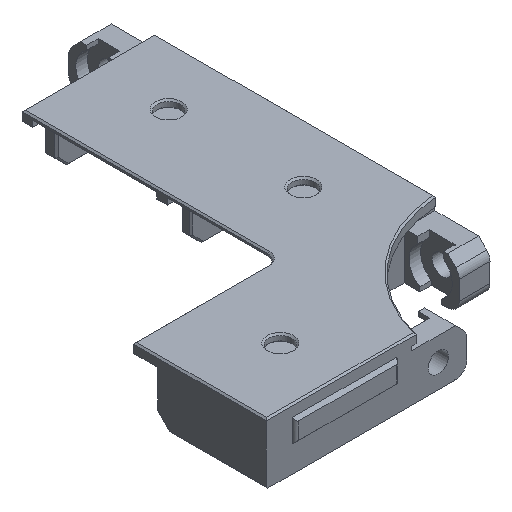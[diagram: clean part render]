
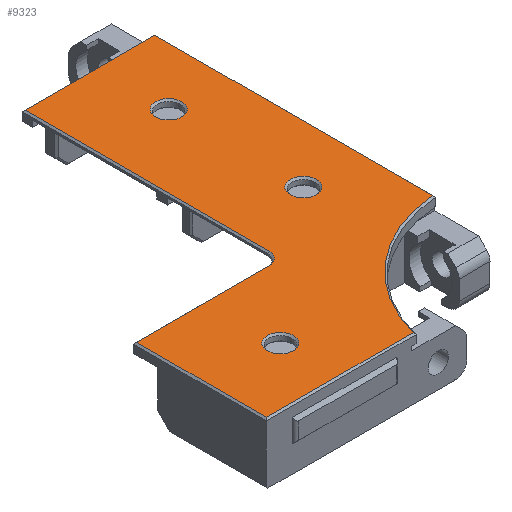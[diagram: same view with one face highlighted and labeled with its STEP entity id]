
A CAD part, isometric view. The second image highlights one B-rep face of the part: STEP entity #9323.
In plain terms, the highlighted planar face has unit normal (0, 0, 1).
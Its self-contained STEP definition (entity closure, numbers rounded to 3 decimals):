
#26=FACE_BOUND('',#1423,.T.);
#27=FACE_BOUND('',#1424,.T.);
#28=FACE_BOUND('',#1425,.T.);
#507=PLANE('',#10001);
#950=FACE_OUTER_BOUND('',#1422,.T.);
#1422=EDGE_LOOP('',(#7786,#7787,#7788,#7789,#7790,#7791,#7792,#7793));
#1423=EDGE_LOOP('',(#7794));
#1424=EDGE_LOOP('',(#7795));
#1425=EDGE_LOOP('',(#7796));
#1879=CIRCLE('',#9978,3.4);
#1889=CIRCLE('',#10000,3.4);
#1890=CIRCLE('',#10002,37.9);
#1891=CIRCLE('',#10003,3.4);
#1892=CIRCLE('',#10004,3.4);
#2511=LINE('',#14668,#3577);
#2512=LINE('',#14670,#3578);
#2513=LINE('',#14672,#3579);
#2514=LINE('',#14674,#3580);
#2515=LINE('',#14678,#3581);
#2516=LINE('',#14679,#3582);
#3577=VECTOR('',#11746,10.);
#3578=VECTOR('',#11747,10.);
#3579=VECTOR('',#11748,10.);
#3580=VECTOR('',#11749,10.);
#3581=VECTOR('',#11752,10.);
#3582=VECTOR('',#11753,10.);
#4584=VERTEX_POINT('',#14567);
#4585=VERTEX_POINT('',#14569);
#4619=VERTEX_POINT('',#14663);
#4620=VERTEX_POINT('',#14667);
#4621=VERTEX_POINT('',#14669);
#4622=VERTEX_POINT('',#14671);
#4623=VERTEX_POINT('',#14673);
#4624=VERTEX_POINT('',#14675);
#4625=VERTEX_POINT('',#14677);
#4626=VERTEX_POINT('',#14680);
#4627=VERTEX_POINT('',#14682);
#5698=EDGE_CURVE('',#4584,#4585,#1879,.T.);
#5746=EDGE_CURVE('',#4619,#4619,#1889,.T.);
#5748=EDGE_CURVE('',#4585,#4620,#2511,.T.);
#5749=EDGE_CURVE('',#4621,#4584,#2512,.T.);
#5750=EDGE_CURVE('',#4622,#4621,#2513,.T.);
#5751=EDGE_CURVE('',#4623,#4622,#2514,.T.);
#5752=EDGE_CURVE('',#4624,#4623,#1890,.T.);
#5753=EDGE_CURVE('',#4625,#4624,#2515,.T.);
#5754=EDGE_CURVE('',#4620,#4625,#2516,.T.);
#5755=EDGE_CURVE('',#4626,#4626,#1891,.T.);
#5756=EDGE_CURVE('',#4627,#4627,#1892,.T.);
#7786=ORIENTED_EDGE('',*,*,#5748,.F.);
#7787=ORIENTED_EDGE('',*,*,#5698,.F.);
#7788=ORIENTED_EDGE('',*,*,#5749,.F.);
#7789=ORIENTED_EDGE('',*,*,#5750,.F.);
#7790=ORIENTED_EDGE('',*,*,#5751,.F.);
#7791=ORIENTED_EDGE('',*,*,#5752,.F.);
#7792=ORIENTED_EDGE('',*,*,#5753,.F.);
#7793=ORIENTED_EDGE('',*,*,#5754,.F.);
#7794=ORIENTED_EDGE('',*,*,#5755,.F.);
#7795=ORIENTED_EDGE('',*,*,#5756,.F.);
#7796=ORIENTED_EDGE('',*,*,#5746,.F.);
#9323=ADVANCED_FACE('',(#950,#26,#27,#28),#507,.F.);
#9978=AXIS2_PLACEMENT_3D('',#14570,#11659,#11660);
#10000=AXIS2_PLACEMENT_3D('',#14664,#11741,#11742);
#10001=AXIS2_PLACEMENT_3D('',#14666,#11744,#11745);
#10002=AXIS2_PLACEMENT_3D('',#14676,#11750,#11751);
#10003=AXIS2_PLACEMENT_3D('',#14681,#11754,#11755);
#10004=AXIS2_PLACEMENT_3D('',#14683,#11756,#11757);
#11659=DIRECTION('center_axis',(0.,0.,1.));
#11660=DIRECTION('ref_axis',(0.707,-0.707,0.));
#11741=DIRECTION('center_axis',(0.,0.,1.));
#11742=DIRECTION('ref_axis',(-1.,0.,0.));
#11744=DIRECTION('center_axis',(0.,0.,-1.));
#11745=DIRECTION('ref_axis',(0.,-1.,0.));
#11746=DIRECTION('',(0.,1.,0.));
#11747=DIRECTION('',(1.,0.,0.));
#11748=DIRECTION('',(0.,1.,0.));
#11749=DIRECTION('',(-1.,0.,0.));
#11750=DIRECTION('center_axis',(0.,0.,1.));
#11751=DIRECTION('ref_axis',(-1.,0.,0.));
#11752=DIRECTION('',(0.,-1.,0.));
#11753=DIRECTION('',(1.,0.,0.));
#11754=DIRECTION('center_axis',(0.,0.,1.));
#11755=DIRECTION('ref_axis',(-1.,0.,0.));
#11756=DIRECTION('center_axis',(0.,0.,1.));
#11757=DIRECTION('ref_axis',(-1.,0.,0.));
#14567=CARTESIAN_POINT('',(212.485,-283.635,-0.91));
#14569=CARTESIAN_POINT('',(215.885,-280.235,-0.91));
#14570=CARTESIAN_POINT('Origin',(212.485,-280.235,-0.91));
#14663=CARTESIAN_POINT('',(238.085,-235.435,-0.91));
#14664=CARTESIAN_POINT('Origin',(234.685,-235.435,-0.91));
#14666=CARTESIAN_POINT('Origin',(215.085,-220.303,-0.91));
#14667=CARTESIAN_POINT('',(215.885,-216.985,-0.91));
#14668=CARTESIAN_POINT('',(215.885,-220.303,-0.91));
#14669=CARTESIAN_POINT('',(178.185,-283.635,-0.91));
#14670=CARTESIAN_POINT('',(230.901,-283.635,-0.91));
#14671=CARTESIAN_POINT('',(178.185,-317.285,-0.91));
#14672=CARTESIAN_POINT('',(178.185,-251.569,-0.91));
#14673=CARTESIAN_POINT('',(216.282,-317.285,-0.91));
#14674=CARTESIAN_POINT('',(240.81,-317.285,-0.91));
#14675=CARTESIAN_POINT('',(249.535,-288.993,-0.91));
#14676=CARTESIAN_POINT('Origin',(252.985,-326.735,-0.91));
#14677=CARTESIAN_POINT('',(249.535,-216.985,-0.91));
#14678=CARTESIAN_POINT('',(249.535,-210.394,-0.91));
#14679=CARTESIAN_POINT('',(214.672,-216.985,-0.91));
#14680=CARTESIAN_POINT('',(238.085,-270.385,-0.91));
#14681=CARTESIAN_POINT('Origin',(234.685,-270.385,-0.91));
#14682=CARTESIAN_POINT('',(200.035,-302.435,-0.91));
#14683=CARTESIAN_POINT('Origin',(196.635,-302.435,-0.91));
